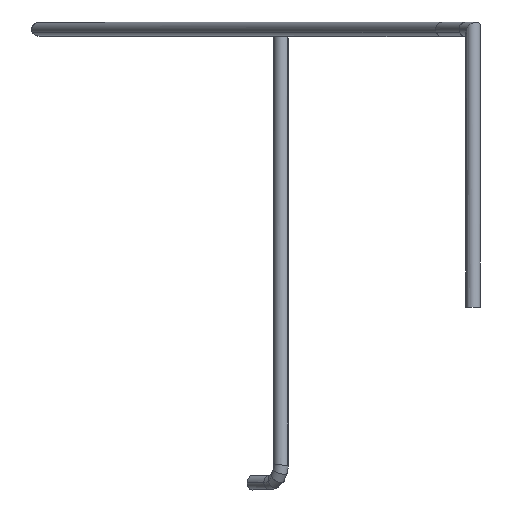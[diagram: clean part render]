
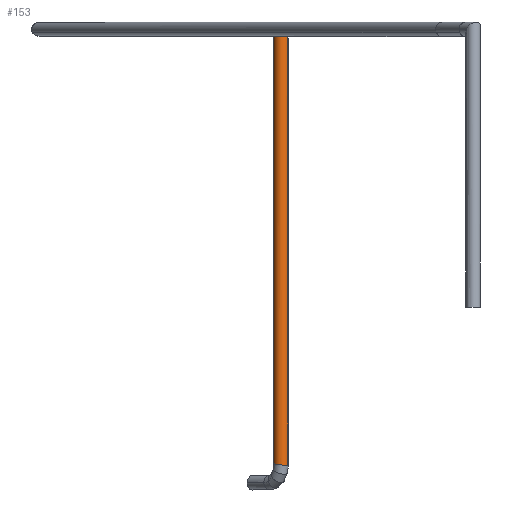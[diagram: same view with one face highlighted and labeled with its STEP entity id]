
A CAD part, front view. The second image highlights one B-rep face of the part: STEP entity #153.
In plain terms, the highlighted cylindrical face has radius 30.15 mm (diameter 60.3 mm), a partial arc.
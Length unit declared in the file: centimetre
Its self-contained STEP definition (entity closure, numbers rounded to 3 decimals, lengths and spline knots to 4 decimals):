
#153=ADVANCED_FACE('0:419',(#327),#328,.T.);
#327=FACE_OUTER_BOUND('',#547,.T.);
#328=CYLINDRICAL_SURFACE('',#548,3.015);
#547=EDGE_LOOP('',(#795,#796,#797,#798,#799));
#548=AXIS2_PLACEMENT_3D('',#800,#801,#802);
#795=ORIENTED_EDGE('',*,*,#1127,.F.);
#796=ORIENTED_EDGE('',*,*,#1128,.T.);
#797=ORIENTED_EDGE('',*,*,#1129,.T.);
#798=ORIENTED_EDGE('',*,*,#1130,.F.);
#799=ORIENTED_EDGE('',*,*,#1131,.T.);
#800=CARTESIAN_POINT('',(1508.3664,487.1365,-1045.56));
#801=DIRECTION('',(0.,0.,1.0));
#802=DIRECTION('',(0.896,-0.444,0.));
#1127=EDGE_CURVE('',#1310,#1311,#1312,.T.);
#1128=EDGE_CURVE('0:4387',#1310,#1313,#1314,.F.);
#1129=EDGE_CURVE('0:4387',#1313,#1315,#1316,.F.);
#1130=EDGE_CURVE('',#1317,#1315,#1318,.T.);
#1131=EDGE_CURVE('1:26',#1317,#1311,#1319,.F.);
#1310=VERTEX_POINT('',#1547);
#1311=VERTEX_POINT('',#1548);
#1312=LINE('',#1549,#1550);
#1313=VERTEX_POINT('',#1551);
#1314=ELLIPSE('',#1552,4.2639,3.015);
#1315=VERTEX_POINT('',#1553);
#1316=ELLIPSE('',#1554,4.2639,3.015);
#1317=VERTEX_POINT('',#1555);
#1318=LINE('',#1556,#1557);
#1319=ELLIPSE('',#1558,3.0296,3.015);
#1547=CARTESIAN_POINT('',(1511.068,485.798,-961.2908));
#1548=CARTESIAN_POINT('',(1511.068,485.798,-1143.652));
#1549=CARTESIAN_POINT('',(1511.068,485.798,-1045.56));
#1550=VECTOR('',#1796,1.0);
#1551=CARTESIAN_POINT('',(1510.3044,484.8269,-962.5));
#1552=AXIS2_PLACEMENT_3D('',#1797,#1798,#1799);
#1553=CARTESIAN_POINT('',(1505.6648,488.475,-963.7092));
#1554=AXIS2_PLACEMENT_3D('',#1800,#1801,#1802);
#1555=CARTESIAN_POINT('',(1505.6648,488.475,-1143.108));
#1556=CARTESIAN_POINT('',(1505.6648,488.475,-1045.56));
#1557=VECTOR('',#1803,1.0);
#1558=AXIS2_PLACEMENT_3D('',#1804,#1805,#1806);
#1796=DIRECTION('',(0.,0.,-1.0));
#1797=CARTESIAN_POINT('',(1508.3664,487.1365,-962.5));
#1798=DIRECTION('',(-0.542,-0.455,0.707));
#1799=DIRECTION('',(0.542,0.455,0.707));
#1800=CARTESIAN_POINT('',(1508.3664,487.1365,-962.5));
#1801=DIRECTION('',(-0.542,-0.455,0.707));
#1802=DIRECTION('',(0.542,0.455,0.707));
#1803=DIRECTION('',(0.,0.,1.0));
#1804=CARTESIAN_POINT('',(1508.3664,487.1365,-1143.38));
#1805=DIRECTION('',(-0.063,0.075,-0.995));
#1806=DIRECTION('',(0.64,-0.762,-0.098));
